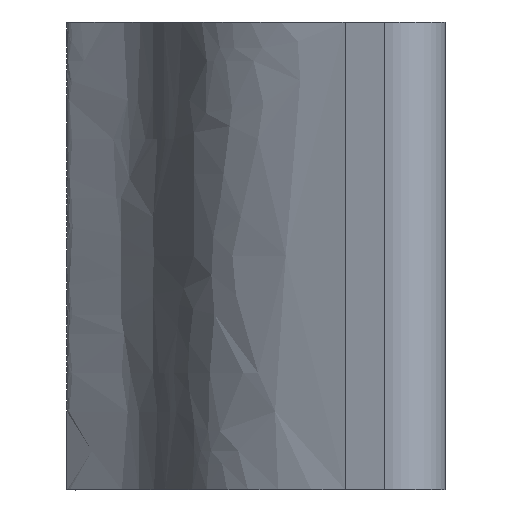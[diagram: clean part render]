
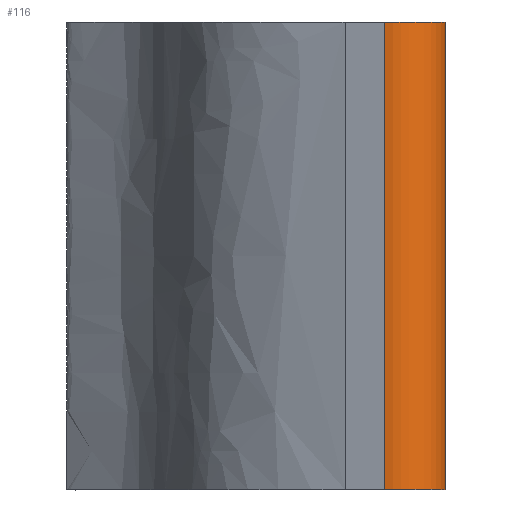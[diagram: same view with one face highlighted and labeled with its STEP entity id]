
A CAD part, top view. The second image highlights one B-rep face of the part: STEP entity #116.
In plain terms, the highlighted cylindrical face has radius 2.25 mm (diameter 4.5 mm), a partial arc.
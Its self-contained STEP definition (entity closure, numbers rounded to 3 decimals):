
#29=FACE_OUTER_BOUND('',#36,.T.);
#36=EDGE_LOOP('',(#87,#88,#89,#90));
#45=LINE('',#179,#50);
#46=LINE('',#182,#51);
#50=VECTOR('',#157,10.);
#51=VECTOR('',#160,10.);
#56=CIRCLE('',#140,2.25);
#57=CIRCLE('',#141,2.25);
#60=VERTEX_POINT('',#175);
#61=VERTEX_POINT('',#176);
#62=VERTEX_POINT('',#178);
#63=VERTEX_POINT('',#180);
#71=EDGE_CURVE('',#60,#61,#56,.F.);
#72=EDGE_CURVE('',#62,#60,#45,.T.);
#73=EDGE_CURVE('',#63,#62,#57,.F.);
#74=EDGE_CURVE('',#63,#61,#46,.T.);
#87=ORIENTED_EDGE('',*,*,#71,.F.);
#88=ORIENTED_EDGE('',*,*,#72,.F.);
#89=ORIENTED_EDGE('',*,*,#73,.F.);
#90=ORIENTED_EDGE('',*,*,#74,.T.);
#114=CYLINDRICAL_SURFACE('',#139,2.25);
#116=ADVANCED_FACE('',(#29),#114,.T.);
#139=AXIS2_PLACEMENT_3D('',#174,#153,#154);
#140=AXIS2_PLACEMENT_3D('',#177,#155,#156);
#141=AXIS2_PLACEMENT_3D('',#181,#158,#159);
#153=DIRECTION('center_axis',(0.,-1.,0.));
#154=DIRECTION('ref_axis',(0.879,0.,-0.477));
#155=DIRECTION('center_axis',(0.,1.,0.));
#156=DIRECTION('ref_axis',(-0.707,0.,0.707));
#157=DIRECTION('',(0.,-1.,0.));
#158=DIRECTION('center_axis',(0.,-1.,0.));
#159=DIRECTION('ref_axis',(-0.707,0.,0.707));
#160=DIRECTION('',(0.,-1.,0.));
#174=CARTESIAN_POINT('Origin',(-30.056,-38.767,144.906));
#175=CARTESIAN_POINT('',(-32.19,-61.301,144.192));
#176=CARTESIAN_POINT('',(-30.622,-61.301,147.083));
#177=CARTESIAN_POINT('Origin',(-30.056,-61.301,144.906));
#178=CARTESIAN_POINT('',(-32.19,-39.767,144.192));
#179=CARTESIAN_POINT('',(-32.19,-38.767,144.192));
#180=CARTESIAN_POINT('',(-30.622,-39.767,147.083));
#181=CARTESIAN_POINT('Origin',(-30.056,-39.767,144.906));
#182=CARTESIAN_POINT('',(-30.622,-38.767,147.083));
